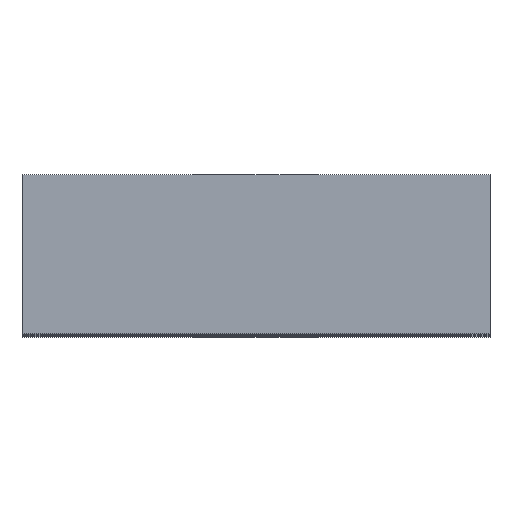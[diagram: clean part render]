
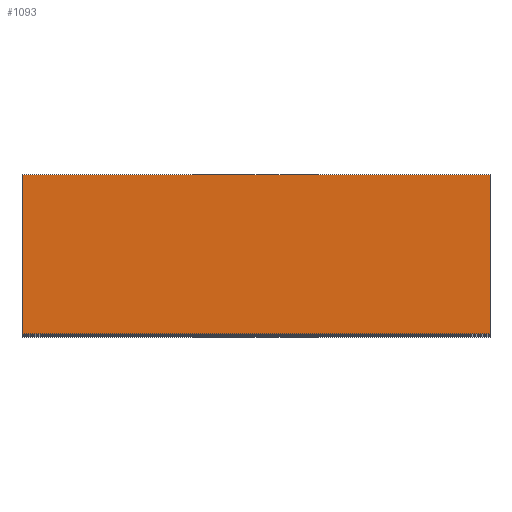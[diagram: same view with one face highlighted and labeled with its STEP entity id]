
A CAD part, top view. The second image highlights one B-rep face of the part: STEP entity #1093.
In plain terms, the highlighted planar face has unit normal (0, 0, 1).
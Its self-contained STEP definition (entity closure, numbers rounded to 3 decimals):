
#37 = EDGE_CURVE ( 'NONE', #254, #597, #901, .T. ) ;
#45 = ORIENTED_EDGE ( 'NONE', *, *, #37, .F. ) ;
#69 = EDGE_CURVE ( 'NONE', #1086, #267, #1094, .T. ) ;
#98 = CARTESIAN_POINT ( 'NONE',  ( 0., 0., 0. ) ) ;
#124 = AXIS2_PLACEMENT_3D ( 'NONE', #633, #528, #426 ) ;
#157 = CARTESIAN_POINT ( 'NONE',  ( 0., 3.4, 0. ) ) ;
#188 = CARTESIAN_POINT ( 'NONE',  ( 0., 0., 0. ) ) ;
#226 = VECTOR ( 'NONE', #1019, 1000. ) ;
#254 = VERTEX_POINT ( 'NONE', #188 ) ;
#267 = VERTEX_POINT ( 'NONE', #1084 ) ;
#392 = LINE ( 'NONE', #804, #929 ) ;
#407 = CARTESIAN_POINT ( 'NONE',  ( 10., 0., 0. ) ) ;
#426 = DIRECTION ( 'NONE',  ( 1., 0., 0. ) ) ;
#470 = VECTOR ( 'NONE', #1221, 1000. ) ;
#497 = ORIENTED_EDGE ( 'NONE', *, *, #1049, .T. ) ;
#513 = ORIENTED_EDGE ( 'NONE', *, *, #866, .F. ) ;
#528 = DIRECTION ( 'NONE',  ( 0., 0., 1. ) ) ;
#582 = DIRECTION ( 'NONE',  ( -1., 0., 0. ) ) ;
#597 = VERTEX_POINT ( 'NONE', #157 ) ;
#620 = EDGE_LOOP ( 'NONE', ( #45, #513, #1224, #497 ) ) ;
#633 = CARTESIAN_POINT ( 'NONE',  ( 10., 0., 0. ) ) ;
#726 = CARTESIAN_POINT ( 'NONE',  ( 10., 3.4, 0. ) ) ;
#731 = FACE_OUTER_BOUND ( 'NONE', #620, .T. ) ;
#744 = LINE ( 'NONE', #726, #226 ) ;
#792 = VECTOR ( 'NONE', #1006, 1000. ) ;
#804 = CARTESIAN_POINT ( 'NONE',  ( 10., 0., 0. ) ) ;
#866 = EDGE_CURVE ( 'NONE', #1086, #254, #392, .T. ) ;
#901 = LINE ( 'NONE', #98, #792 ) ;
#923 = CARTESIAN_POINT ( 'NONE',  ( 10., 0., 0. ) ) ;
#929 = VECTOR ( 'NONE', #582, 1000. ) ;
#1006 = DIRECTION ( 'NONE',  ( 0., 1., 0. ) ) ;
#1019 = DIRECTION ( 'NONE',  ( -1., 0., 0. ) ) ;
#1049 = EDGE_CURVE ( 'NONE', #267, #597, #744, .T. ) ;
#1084 = CARTESIAN_POINT ( 'NONE',  ( 10., 3.4, 0. ) ) ;
#1086 = VERTEX_POINT ( 'NONE', #923 ) ;
#1093 = ADVANCED_FACE ( 'NONE', ( #731 ), #1134, .T. ) ;
#1094 = LINE ( 'NONE', #407, #470 ) ;
#1134 = PLANE ( 'NONE',  #124 ) ;
#1221 = DIRECTION ( 'NONE',  ( 0., 1., 0. ) ) ;
#1224 = ORIENTED_EDGE ( 'NONE', *, *, #69, .T. ) ;
